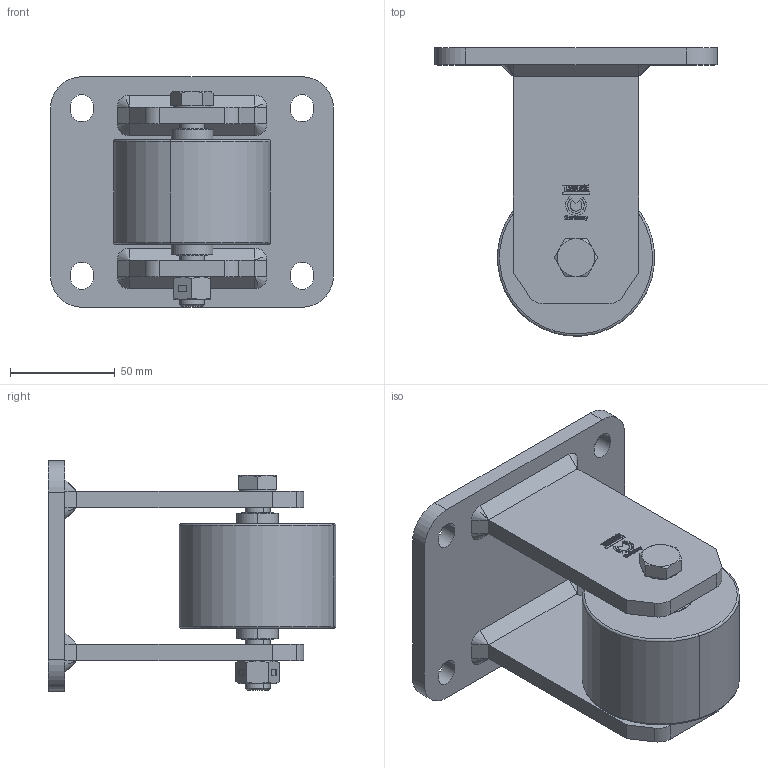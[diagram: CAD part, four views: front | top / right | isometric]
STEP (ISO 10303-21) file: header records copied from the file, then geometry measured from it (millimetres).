
FILE_DESCRIPTION (( 'STEP AP214' ), '1' );
FILE_NAME ('0015366.step', '2022-05-05T08:41:21', ( '' ), ( '' ), 'SwSTEP 2.0', 'SolidWorks 2020', '' );
FILE_SCHEMA (( 'AUTOMOTIVE_DESIGN' ));
Length unit declared in the file: millimetre
Products named in the file (1): 0015366
Bounding box: 135 x 137.4 x 110 mm (x, y, z)
Volume: 439628.9 mm3; surface area: 120136.6 mm2
Topology: 21 solids, 21 shells, 795 faces, 1991 edges, 1286 vertices
Faces by surface type: plane 390, bspline 220, cylinder 111, torus 50, cone 24
Entity records: 37022 total; most frequent: CARTESIAN_POINT 10289, ORIENTED_EDGE 3966, DIRECTION 3007, EDGE_CURVE 1983, VERTEX_POINT 1286, VECTOR 1175, LINE 1175, AXIS2_PLACEMENT_3D 916
